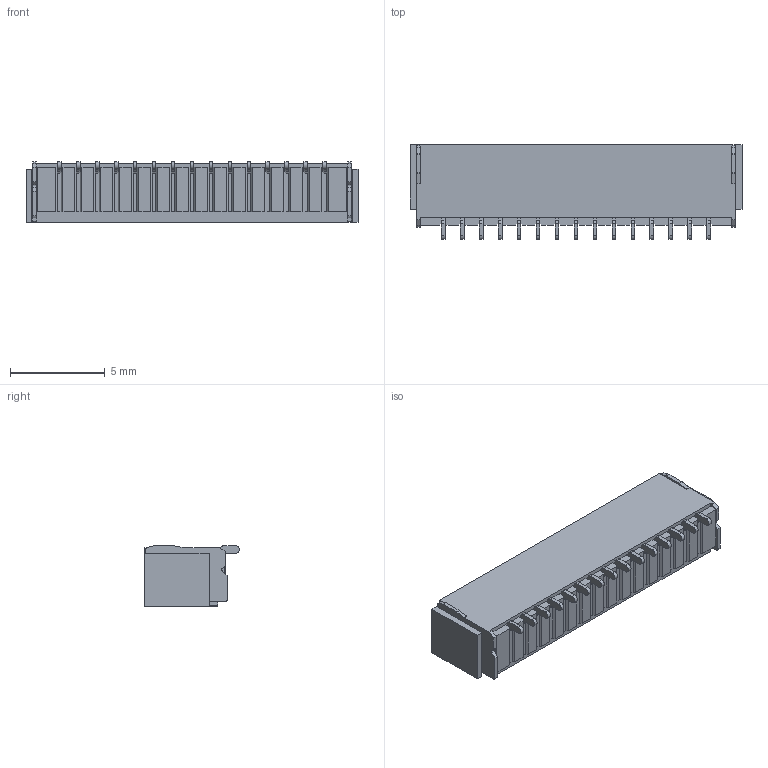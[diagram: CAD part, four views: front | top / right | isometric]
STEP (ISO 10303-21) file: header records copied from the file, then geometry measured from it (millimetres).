
FILE_DESCRIPTION (( 'STEP AP214' ), '1' );
FILE_NAME ('FWF10001-S15B24W5M-REF .STEP', '2025-03-26T06:01:46', ( '' ), ( '' ), 'SwSTEP 2.0', 'SolidWorks 2021', '' );
FILE_SCHEMA (( 'AUTOMOTIVE_DESIGN' ));
Length unit declared in the file: millimetre
Products named in the file (1): FWF10001-S15B24W5M-REF 
Bounding box: 17.5 x 5 x 3.2 mm (x, y, z)
Volume: 123 mm3; surface area: 444.9 mm2
Topology: 1 solids, 1 shells, 538 faces, 1380 edges, 860 vertices
Faces by surface type: plane 481, cylinder 57
Entity records: 15874 total; most frequent: CARTESIAN_POINT 2779, ORIENTED_EDGE 2760, DIRECTION 2574, EDGE_CURVE 1380, VECTOR 1264, LINE 1264, VERTEX_POINT 860, AXIS2_PLACEMENT_3D 655
